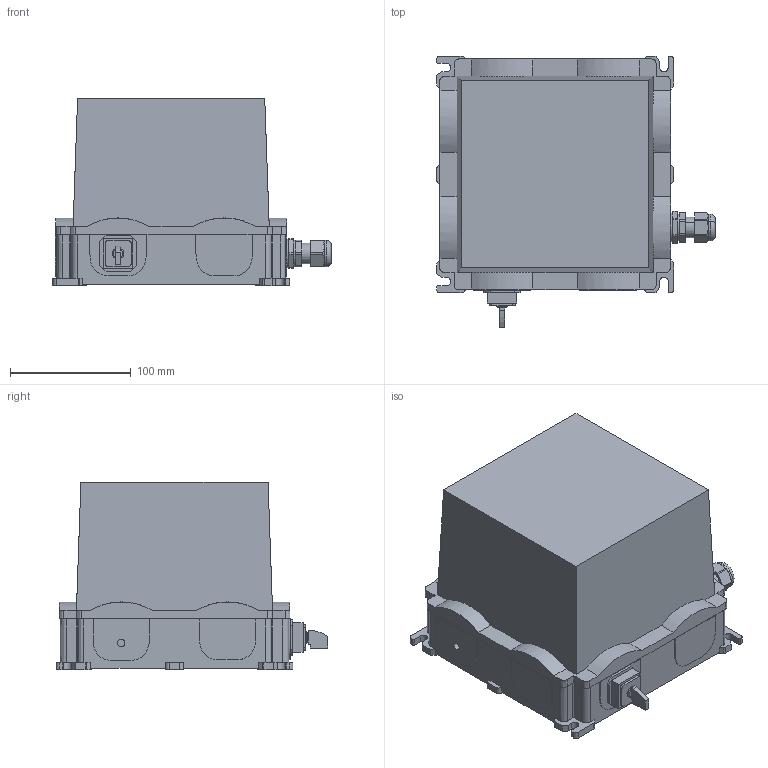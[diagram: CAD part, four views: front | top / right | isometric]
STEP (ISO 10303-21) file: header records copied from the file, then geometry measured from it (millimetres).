
FILE_DESCRIPTION(('CATIA V5 STEP Exchange','CAx-IF Rec.Pracs.--- Model Styling and Organization---1.4--- 2014-01-23'),'2;1');
FILE_NAME ('D1471793_0_8000058603_S3D_FP_IOT_MD01_LAN_S2_00000.stp','2021-01-26T12:24:56+00:00',('none'),('Weidmueller'),'CATIA Version 5-6 Release 2016 SP3 HF44','CATIA V5 STEP AP214','none');
FILE_SCHEMA(('AUTOMOTIVE_DESIGN { 1 0 10303 214 1 1 1 1 }'));
Length unit declared in the file: millimetre
Products named in the file (1): S3D_FP_IOT_MD01_LAN_S2_00000
Bounding box: 230.5 x 225 x 155 mm (x, y, z)
Volume: 4411144.2 mm3; surface area: 261009.9 mm2
Topology: 8 solids, 14 shells, 481 faces, 1702 edges, 1278 vertices
Faces by surface type: plane 309, cylinder 112, extrusion 43, torus 10, cone 7
Entity records: 20101 total; most frequent: CARTESIAN_POINT 6268, ORIENTED_EDGE 3404, DIRECTION 1791, EDGE_CURVE 1702, VERTEX_POINT 1278, VECTOR 964, LINE 921, B_SPLINE_CURVE_WITH_KNOTS 585
